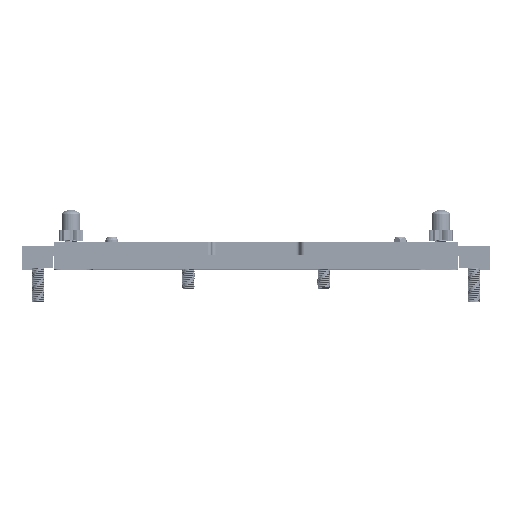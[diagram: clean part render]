
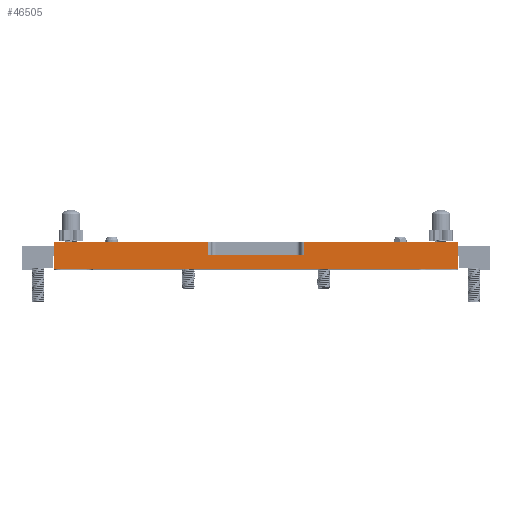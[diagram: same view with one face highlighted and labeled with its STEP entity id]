
A CAD part, top view. The second image highlights one B-rep face of the part: STEP entity #46505.
In plain terms, the highlighted face is planar.
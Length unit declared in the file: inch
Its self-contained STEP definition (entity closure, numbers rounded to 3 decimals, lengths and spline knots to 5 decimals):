
#378 = CARTESIAN_POINT ( 'NONE',  ( -7.45, 0., -7.45 ) ) ;
#4179 = CARTESIAN_POINT ( 'NONE',  ( -1.7875, -0.48, -7.45 ) ) ;
#4579 = ORIENTED_EDGE ( 'NONE', *, *, #57010, .F. ) ;
#5216 = EDGE_CURVE ( 'NONE', #45258, #59161, #36309, .T. ) ;
#6011 = VECTOR ( 'NONE', #13907, 39.37008 ) ;
#6195 = VECTOR ( 'NONE', #57111, 39.37008 ) ;
#6419 = VERTEX_POINT ( 'NONE', #24363 ) ;
#6657 = VECTOR ( 'NONE', #41909, 39.37008 ) ;
#7943 = DIRECTION ( 'NONE',  ( 0., -1., 0. ) ) ;
#8558 = CARTESIAN_POINT ( 'NONE',  ( -1.7875, -1., -7.45 ) ) ;
#9761 = CARTESIAN_POINT ( 'NONE',  ( -7.45, 0., -7.45 ) ) ;
#10443 = VERTEX_POINT ( 'NONE', #20103 ) ;
#10721 = EDGE_LOOP ( 'NONE', ( #4579, #31348, #27316, #53840, #57297, #53878, #16843, #15252 ) ) ;
#12582 = VECTOR ( 'NONE', #7943, 39.37008 ) ;
#13907 = DIRECTION ( 'NONE',  ( 0., 1., 0. ) ) ;
#14062 = CARTESIAN_POINT ( 'NONE',  ( -7.45, -0.48, -7.45 ) ) ;
#15048 = VECTOR ( 'NONE', #41829, 39.37008 ) ;
#15252 = ORIENTED_EDGE ( 'NONE', *, *, #21411, .T. ) ;
#15706 = EDGE_CURVE ( 'NONE', #10443, #41825, #37138, .T. ) ;
#16049 = CARTESIAN_POINT ( 'NONE',  ( 7.45, -1., -7.45 ) ) ;
#16843 = ORIENTED_EDGE ( 'NONE', *, *, #15706, .F. ) ;
#18719 = LINE ( 'NONE', #24561, #6195 ) ;
#19087 = VERTEX_POINT ( 'NONE', #4179 ) ;
#19296 = LINE ( 'NONE', #32428, #31663 ) ;
#20103 = CARTESIAN_POINT ( 'NONE',  ( -1.7875, 0., -7.45 ) ) ;
#21411 = EDGE_CURVE ( 'NONE', #10443, #19087, #26492, .T. ) ;
#23686 = DIRECTION ( 'NONE',  ( -1., 0., 0. ) ) ;
#24363 = CARTESIAN_POINT ( 'NONE',  ( 1.7875, -0.48, -7.45 ) ) ;
#24561 = CARTESIAN_POINT ( 'NONE',  ( -7.45, 0., -7.45 ) ) ;
#26492 = LINE ( 'NONE', #8558, #12582 ) ;
#27316 = ORIENTED_EDGE ( 'NONE', *, *, #49270, .F. ) ;
#27574 = EDGE_CURVE ( 'NONE', #6419, #44568, #28945, .T. ) ;
#27991 = VERTEX_POINT ( 'NONE', #54351 ) ;
#28945 = LINE ( 'NONE', #37193, #15048 ) ;
#29246 = EDGE_CURVE ( 'NONE', #45258, #27991, #19296, .T. ) ;
#30835 = AXIS2_PLACEMENT_3D ( 'NONE', #45841, #59914, #32012 ) ;
#31348 = ORIENTED_EDGE ( 'NONE', *, *, #27574, .T. ) ;
#31663 = VECTOR ( 'NONE', #23686, 39.37008 ) ;
#32012 = DIRECTION ( 'NONE',  ( -1., 0., 0. ) ) ;
#32428 = CARTESIAN_POINT ( 'NONE',  ( -7.45, -1., -7.45 ) ) ;
#33639 = CARTESIAN_POINT ( 'NONE',  ( 7.45, 0., -7.45 ) ) ;
#34811 = VECTOR ( 'NONE', #49357, 39.37008 ) ;
#34990 = FACE_OUTER_BOUND ( 'NONE', #10721, .T. ) ;
#36309 = LINE ( 'NONE', #44423, #34811 ) ;
#37138 = LINE ( 'NONE', #9761, #58976 ) ;
#37193 = CARTESIAN_POINT ( 'NONE',  ( 1.7875, 0., -7.45 ) ) ;
#37722 = DIRECTION ( 'NONE',  ( -1., 0., 0. ) ) ;
#41162 = PLANE ( 'NONE',  #30835 ) ;
#41825 = VERTEX_POINT ( 'NONE', #378 ) ;
#41829 = DIRECTION ( 'NONE',  ( 0., 1., 0. ) ) ;
#41909 = DIRECTION ( 'NONE',  ( -1., 0., 0. ) ) ;
#44423 = CARTESIAN_POINT ( 'NONE',  ( 7.45, -1., -7.45 ) ) ;
#44568 = VERTEX_POINT ( 'NONE', #47718 ) ;
#45258 = VERTEX_POINT ( 'NONE', #16049 ) ;
#45368 = LINE ( 'NONE', #14062, #6657 ) ;
#45841 = CARTESIAN_POINT ( 'NONE',  ( -7.45, -1., -7.45 ) ) ;
#46463 = CARTESIAN_POINT ( 'NONE',  ( -7.45, -1., -7.45 ) ) ;
#46505 = ADVANCED_FACE ( 'NONE', ( #34990 ), #41162, .T. ) ;
#47718 = CARTESIAN_POINT ( 'NONE',  ( 1.7875, 0., -7.45 ) ) ;
#49270 = EDGE_CURVE ( 'NONE', #59161, #44568, #18719, .T. ) ;
#49357 = DIRECTION ( 'NONE',  ( 0., 1., 0. ) ) ;
#53083 = EDGE_CURVE ( 'NONE', #27991, #41825, #55677, .T. ) ;
#53840 = ORIENTED_EDGE ( 'NONE', *, *, #5216, .F. ) ;
#53878 = ORIENTED_EDGE ( 'NONE', *, *, #53083, .T. ) ;
#54351 = CARTESIAN_POINT ( 'NONE',  ( -7.45, -1., -7.45 ) ) ;
#55677 = LINE ( 'NONE', #46463, #6011 ) ;
#57010 = EDGE_CURVE ( 'NONE', #6419, #19087, #45368, .T. ) ;
#57111 = DIRECTION ( 'NONE',  ( -1., 0., 0. ) ) ;
#57297 = ORIENTED_EDGE ( 'NONE', *, *, #29246, .T. ) ;
#58976 = VECTOR ( 'NONE', #37722, 39.37008 ) ;
#59161 = VERTEX_POINT ( 'NONE', #33639 ) ;
#59914 = DIRECTION ( 'NONE',  ( 0., 0., -1. ) ) ;
